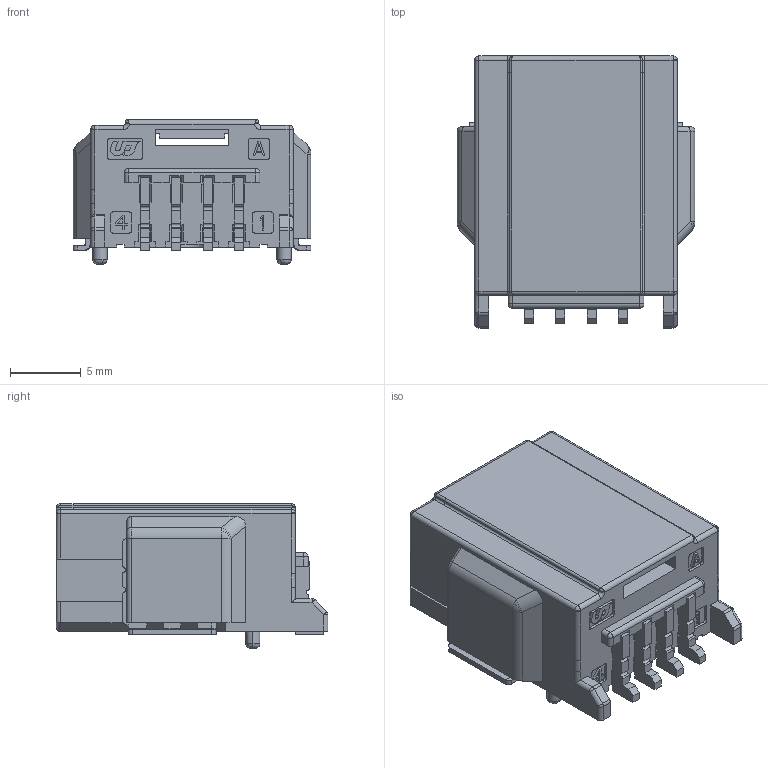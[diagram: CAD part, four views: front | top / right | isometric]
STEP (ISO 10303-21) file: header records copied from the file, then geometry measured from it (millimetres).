
FILE_DESCRIPTION((''),'2;1');
FILE_NAME('CUSTOMER_025_4M_ASSY_H_A','2017-03-08T',('parkkh'),(''),'CREO PARAMETRIC BY PTC INC, 2015290','CREO PARAMETRIC BY PTC INC, 2015290','');
FILE_SCHEMA(('CONFIG_CONTROL_DESIGN'));
Length unit declared in the file: millimetre
Products named in the file (1): CUSTOMER_025_4M_ASSY_H_A
Bounding box: 16.8 x 19.2 x 10.2 mm (x, y, z)
Volume: 1037.2 mm3; surface area: 2103.8 mm2
Topology: 1 solids, 1 shells, 711 faces, 1957 edges, 1217 vertices
Faces by surface type: plane 480, cylinder 171, bspline 24, sphere 19, torus 9, cone 8
Entity records: 23947 total; most frequent: CARTESIAN_POINT 5878, ORIENTED_EDGE 3868, DIRECTION 3637, EDGE_CURVE 1934, VECTOR 1501, LINE 1501, VERTEX_POINT 1217, AXIS2_PLACEMENT_3D 1068
